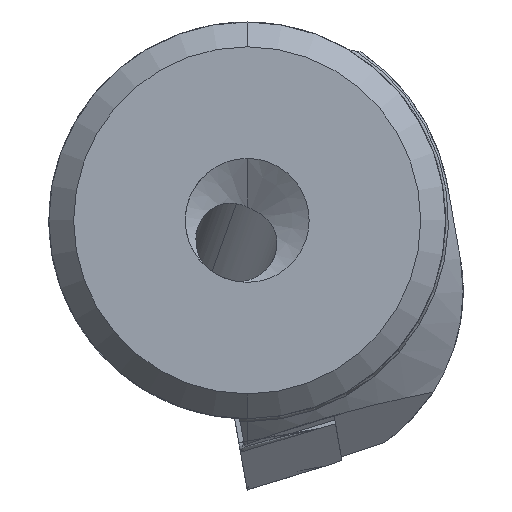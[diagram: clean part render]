
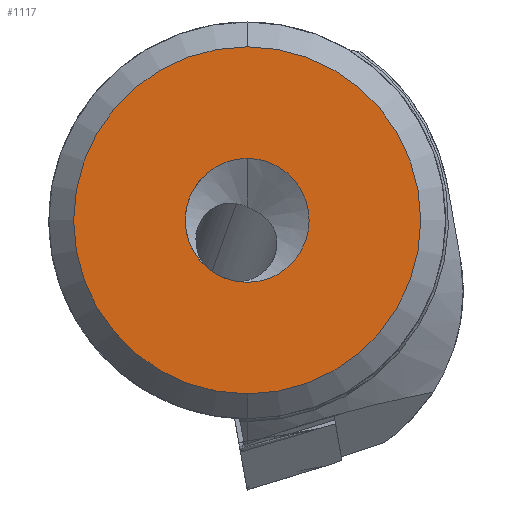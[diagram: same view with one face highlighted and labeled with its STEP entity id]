
A CAD part, left-side view. The second image highlights one B-rep face of the part: STEP entity #1117.
In plain terms, the highlighted planar face has unit normal (-1, 0, 0).
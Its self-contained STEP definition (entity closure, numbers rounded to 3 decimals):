
#31 = CIRCLE ( 'NONE', #2071, 7. ) ;
#35 = CARTESIAN_POINT ( 'NONE',  ( -180., 0., 2.5 ) ) ;
#42 = DIRECTION ( 'NONE',  ( 0., 0., 1. ) ) ;
#145 = VERTEX_POINT ( 'NONE', #2645 ) ;
#199 = CARTESIAN_POINT ( 'NONE',  ( -180., 0., -7. ) ) ;
#662 = CIRCLE ( 'NONE', #2348, 2.5 ) ;
#938 = CARTESIAN_POINT ( 'NONE',  ( -180., 0., 0. ) ) ;
#1080 = FACE_OUTER_BOUND ( 'NONE', #5380, .T. ) ;
#1107 = CARTESIAN_POINT ( 'NONE',  ( -180., 2.5, 0. ) ) ;
#1117 = ADVANCED_FACE ( 'NONE', ( #4451, #1080 ), #4894, .F. ) ;
#1261 = DIRECTION ( 'NONE',  ( 0., 0., 1. ) ) ;
#1375 = EDGE_CURVE ( 'NONE', #145, #4433, #31, .T. ) ;
#1423 = DIRECTION ( 'NONE',  ( -1., 0., 0. ) ) ;
#1452 = ORIENTED_EDGE ( 'NONE', *, *, #1375, .T. ) ;
#1531 = DIRECTION ( 'NONE',  ( 0., 0., 1. ) ) ;
#2071 = AXIS2_PLACEMENT_3D ( 'NONE', #938, #4340, #3434 ) ;
#2083 = CIRCLE ( 'NONE', #3502, 2.5 ) ;
#2348 = AXIS2_PLACEMENT_3D ( 'NONE', #5315, #1423, #1531 ) ;
#2388 = ORIENTED_EDGE ( 'NONE', *, *, #5381, .T. ) ;
#2411 = ORIENTED_EDGE ( 'NONE', *, *, #3112, .F. ) ;
#2645 = CARTESIAN_POINT ( 'NONE',  ( -180., 0., 7. ) ) ;
#2735 = DIRECTION ( 'NONE',  ( 1., 0., 0. ) ) ;
#3030 = AXIS2_PLACEMENT_3D ( 'NONE', #1107, #2735, #3578 ) ;
#3112 = EDGE_CURVE ( 'NONE', #4383, #3200, #2083, .T. ) ;
#3200 = VERTEX_POINT ( 'NONE', #35 ) ;
#3233 = CIRCLE ( 'NONE', #3954, 7. ) ;
#3364 = CARTESIAN_POINT ( 'NONE',  ( -180., 0., 0. ) ) ;
#3434 = DIRECTION ( 'NONE',  ( 0., 0., 1. ) ) ;
#3502 = AXIS2_PLACEMENT_3D ( 'NONE', #4990, #4194, #1261 ) ;
#3578 = DIRECTION ( 'NONE',  ( 0., 0., -1. ) ) ;
#3797 = ORIENTED_EDGE ( 'NONE', *, *, #4740, .F. ) ;
#3954 = AXIS2_PLACEMENT_3D ( 'NONE', #3364, #4198, #42 ) ;
#4194 = DIRECTION ( 'NONE',  ( -1., 0., 0. ) ) ;
#4198 = DIRECTION ( 'NONE',  ( -1., 0., 0. ) ) ;
#4271 = EDGE_LOOP ( 'NONE', ( #3797, #2411 ) ) ;
#4340 = DIRECTION ( 'NONE',  ( -1., 0., 0. ) ) ;
#4383 = VERTEX_POINT ( 'NONE', #4406 ) ;
#4406 = CARTESIAN_POINT ( 'NONE',  ( -180., 0., -2.5 ) ) ;
#4433 = VERTEX_POINT ( 'NONE', #199 ) ;
#4451 = FACE_BOUND ( 'NONE', #4271, .T. ) ;
#4740 = EDGE_CURVE ( 'NONE', #3200, #4383, #662, .T. ) ;
#4894 = PLANE ( 'NONE',  #3030 ) ;
#4990 = CARTESIAN_POINT ( 'NONE',  ( -180., 0., 0. ) ) ;
#5315 = CARTESIAN_POINT ( 'NONE',  ( -180., 0., 0. ) ) ;
#5380 = EDGE_LOOP ( 'NONE', ( #2388, #1452 ) ) ;
#5381 = EDGE_CURVE ( 'NONE', #4433, #145, #3233, .T. ) ;
